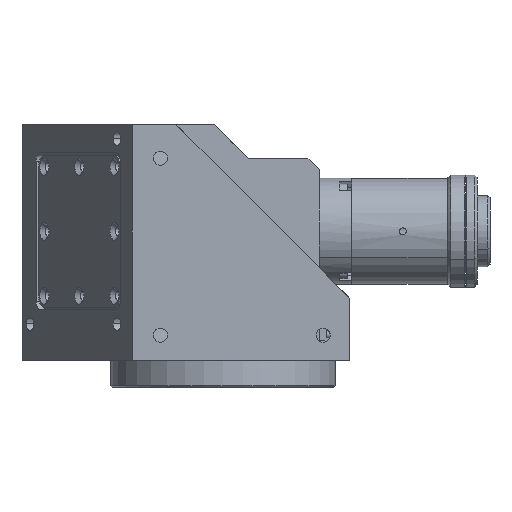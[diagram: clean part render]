
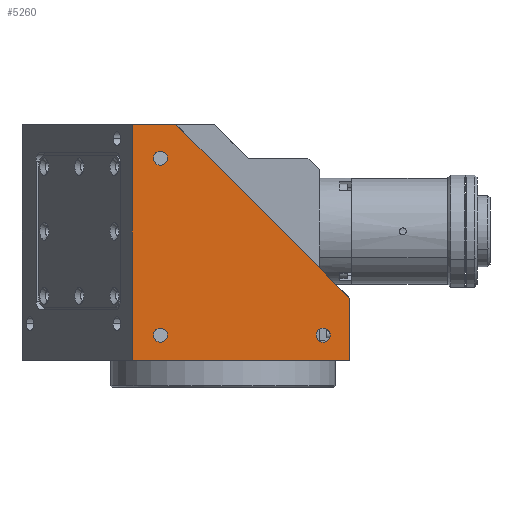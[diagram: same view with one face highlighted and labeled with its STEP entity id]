
A CAD part, front view. The second image highlights one B-rep face of the part: STEP entity #5260.
In plain terms, the highlighted planar face has unit normal (0, -1, 0).
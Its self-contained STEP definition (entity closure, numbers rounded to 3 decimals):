
#225 = CARTESIAN_POINT ( 'NONE',  ( 45., -44., 189.568 ) ) ;
#301 = CARTESIAN_POINT ( 'NONE',  ( 35.696, -44., 176.355 ) ) ;
#407 = CARTESIAN_POINT ( 'NONE',  ( -16.787, -44., 251.355 ) ) ;
#582 = ORIENTED_EDGE ( 'NONE', *, *, #8642, .T. ) ;
#602 = EDGE_CURVE ( 'NONE', #8815, #3142, #2331, .T. ) ;
#670 = CARTESIAN_POINT ( 'NONE',  ( -22.304, -44., 241.855 ) ) ;
#683 = VECTOR ( 'NONE', #8022, 1000. ) ;
#795 = EDGE_CURVE ( 'NONE', #3440, #5728, #1247, .T. ) ;
#831 = VERTEX_POINT ( 'NONE', #2059 ) ;
#878 = CARTESIAN_POINT ( 'NONE',  ( 35.696, -44., 178.855 ) ) ;
#933 = DIRECTION ( 'NONE',  ( 0., 0., 1. ) ) ;
#959 = CIRCLE ( 'NONE', #5525, 2.5 ) ;
#1000 = DIRECTION ( 'NONE',  ( 0., -1., 0. ) ) ;
#1037 = CARTESIAN_POINT ( 'NONE',  ( 45., -44., 157.355 ) ) ;
#1068 = DIRECTION ( 'NONE',  ( 0., -1., 0. ) ) ;
#1247 = CIRCLE ( 'NONE', #5762, 2.5 ) ;
#1273 = FACE_BOUND ( 'NONE', #7441, .T. ) ;
#1283 = LINE ( 'NONE', #6729, #9353 ) ;
#1387 = VERTEX_POINT ( 'NONE', #5850 ) ;
#1432 = CARTESIAN_POINT ( 'NONE',  ( 35.696, -44., 173.855 ) ) ;
#1635 = CARTESIAN_POINT ( 'NONE',  ( -32.304, -44., 251.355 ) ) ;
#1648 = CARTESIAN_POINT ( 'NONE',  ( 45., -44., 157.355 ) ) ;
#1768 = EDGE_CURVE ( 'NONE', #10038, #3077, #3169, .T. ) ;
#1894 = CARTESIAN_POINT ( 'NONE',  ( -32.304, -44., 157.355 ) ) ;
#1923 = ORIENTED_EDGE ( 'NONE', *, *, #1768, .F. ) ;
#2059 = CARTESIAN_POINT ( 'NONE',  ( -32.304, -44., 167.355 ) ) ;
#2073 = CIRCLE ( 'NONE', #5306, 2.5 ) ;
#2246 = CIRCLE ( 'NONE', #5877, 2.5 ) ;
#2331 = CIRCLE ( 'NONE', #4677, 2.5 ) ;
#2375 = AXIS2_PLACEMENT_3D ( 'NONE', #9819, #5103, #5902 ) ;
#2539 = ORIENTED_EDGE ( 'NONE', *, *, #795, .F. ) ;
#2863 = ORIENTED_EDGE ( 'NONE', *, *, #9352, .F. ) ;
#2975 = EDGE_CURVE ( 'NONE', #3142, #8815, #959, .T. ) ;
#2982 = DIRECTION ( 'NONE',  ( 0., -1., 0. ) ) ;
#3045 = ORIENTED_EDGE ( 'NONE', *, *, #602, .F. ) ;
#3077 = VERTEX_POINT ( 'NONE', #878 ) ;
#3142 = VERTEX_POINT ( 'NONE', #7821 ) ;
#3169 = CIRCLE ( 'NONE', #2375, 2.5 ) ;
#3336 = DIRECTION ( 'NONE',  ( 1., 0., 0. ) ) ;
#3440 = VERTEX_POINT ( 'NONE', #670 ) ;
#3603 = EDGE_LOOP ( 'NONE', ( #8674, #3045 ) ) ;
#3656 = VERTEX_POINT ( 'NONE', #1635 ) ;
#3681 = CARTESIAN_POINT ( 'NONE',  ( 45., -44., 167.355 ) ) ;
#3795 = DIRECTION ( 'NONE',  ( 0., 0., -1. ) ) ;
#4156 = PLANE ( 'NONE',  #4797 ) ;
#4242 = EDGE_LOOP ( 'NONE', ( #1923, #4643 ) ) ;
#4293 = CARTESIAN_POINT ( 'NONE',  ( -22.304, -44., 239.355 ) ) ;
#4311 = EDGE_CURVE ( 'NONE', #3656, #6919, #4838, .T. ) ;
#4388 = DIRECTION ( 'NONE',  ( 0., 0., -1. ) ) ;
#4574 = FACE_BOUND ( 'NONE', #4242, .T. ) ;
#4638 = DIRECTION ( 'NONE',  ( 0., 0., -1. ) ) ;
#4643 = ORIENTED_EDGE ( 'NONE', *, *, #7906, .F. ) ;
#4677 = AXIS2_PLACEMENT_3D ( 'NONE', #4779, #6351, #7051 ) ;
#4779 = CARTESIAN_POINT ( 'NONE',  ( -22.304, -44., 176.355 ) ) ;
#4797 = AXIS2_PLACEMENT_3D ( 'NONE', #1037, #1068, #3336 ) ;
#4802 = CARTESIAN_POINT ( 'NONE',  ( -22.304, -44., 178.855 ) ) ;
#4838 = LINE ( 'NONE', #6348, #683 ) ;
#4866 = LINE ( 'NONE', #1894, #5446 ) ;
#4961 = EDGE_CURVE ( 'NONE', #6919, #5819, #1283, .T. ) ;
#5066 = DIRECTION ( 'NONE',  ( 0., -1., 0. ) ) ;
#5103 = DIRECTION ( 'NONE',  ( 0., -1., 0. ) ) ;
#5119 = EDGE_CURVE ( 'NONE', #5728, #3440, #2246, .T. ) ;
#5260 = ADVANCED_FACE ( 'NONE', ( #1273, #4574, #9595, #6887 ), #4156, .T. ) ;
#5298 = CARTESIAN_POINT ( 'NONE',  ( -22.304, -44., 176.355 ) ) ;
#5306 = AXIS2_PLACEMENT_3D ( 'NONE', #301, #1000, #9673 ) ;
#5446 = VECTOR ( 'NONE', #5805, 1000. ) ;
#5525 = AXIS2_PLACEMENT_3D ( 'NONE', #5298, #10022, #4638 ) ;
#5717 = CARTESIAN_POINT ( 'NONE',  ( -22.304, -44., 236.855 ) ) ;
#5728 = VERTEX_POINT ( 'NONE', #5717 ) ;
#5762 = AXIS2_PLACEMENT_3D ( 'NONE', #4293, #5066, #4388 ) ;
#5805 = DIRECTION ( 'NONE',  ( 0., 0., 1. ) ) ;
#5819 = VERTEX_POINT ( 'NONE', #225 ) ;
#5850 = CARTESIAN_POINT ( 'NONE',  ( 45., -44., 167.355 ) ) ;
#5877 = AXIS2_PLACEMENT_3D ( 'NONE', #7634, #2982, #3795 ) ;
#5902 = DIRECTION ( 'NONE',  ( 0., 0., -1. ) ) ;
#6041 = DIRECTION ( 'NONE',  ( 0.707, 0., -0.707 ) ) ;
#6241 = VECTOR ( 'NONE', #933, 1000. ) ;
#6290 = EDGE_CURVE ( 'NONE', #1387, #5819, #6993, .T. ) ;
#6348 = CARTESIAN_POINT ( 'NONE',  ( 45., -44., 251.355 ) ) ;
#6351 = DIRECTION ( 'NONE',  ( 0., -1., 0. ) ) ;
#6729 = CARTESIAN_POINT ( 'NONE',  ( -16.787, -44., 251.355 ) ) ;
#6887 = FACE_OUTER_BOUND ( 'NONE', #9524, .T. ) ;
#6919 = VERTEX_POINT ( 'NONE', #407 ) ;
#6993 = LINE ( 'NONE', #1648, #6241 ) ;
#7051 = DIRECTION ( 'NONE',  ( 0., 0., -1. ) ) ;
#7404 = VECTOR ( 'NONE', #9141, 1000. ) ;
#7441 = EDGE_LOOP ( 'NONE', ( #8920, #2539 ) ) ;
#7634 = CARTESIAN_POINT ( 'NONE',  ( -22.304, -44., 239.355 ) ) ;
#7821 = CARTESIAN_POINT ( 'NONE',  ( -22.304, -44., 173.855 ) ) ;
#7906 = EDGE_CURVE ( 'NONE', #3077, #10038, #2073, .T. ) ;
#8022 = DIRECTION ( 'NONE',  ( 1., 0., 0. ) ) ;
#8642 = EDGE_CURVE ( 'NONE', #831, #1387, #9517, .T. ) ;
#8666 = ORIENTED_EDGE ( 'NONE', *, *, #4961, .F. ) ;
#8674 = ORIENTED_EDGE ( 'NONE', *, *, #2975, .F. ) ;
#8684 = ORIENTED_EDGE ( 'NONE', *, *, #4311, .F. ) ;
#8815 = VERTEX_POINT ( 'NONE', #4802 ) ;
#8920 = ORIENTED_EDGE ( 'NONE', *, *, #5119, .F. ) ;
#9141 = DIRECTION ( 'NONE',  ( 1., 0., 0. ) ) ;
#9352 = EDGE_CURVE ( 'NONE', #831, #3656, #4866, .T. ) ;
#9353 = VECTOR ( 'NONE', #6041, 1000. ) ;
#9517 = LINE ( 'NONE', #3681, #7404 ) ;
#9524 = EDGE_LOOP ( 'NONE', ( #8666, #8684, #2863, #582, #10081 ) ) ;
#9595 = FACE_BOUND ( 'NONE', #3603, .T. ) ;
#9673 = DIRECTION ( 'NONE',  ( 0., 0., -1. ) ) ;
#9819 = CARTESIAN_POINT ( 'NONE',  ( 35.696, -44., 176.355 ) ) ;
#10022 = DIRECTION ( 'NONE',  ( 0., -1., 0. ) ) ;
#10038 = VERTEX_POINT ( 'NONE', #1432 ) ;
#10081 = ORIENTED_EDGE ( 'NONE', *, *, #6290, .T. ) ;
